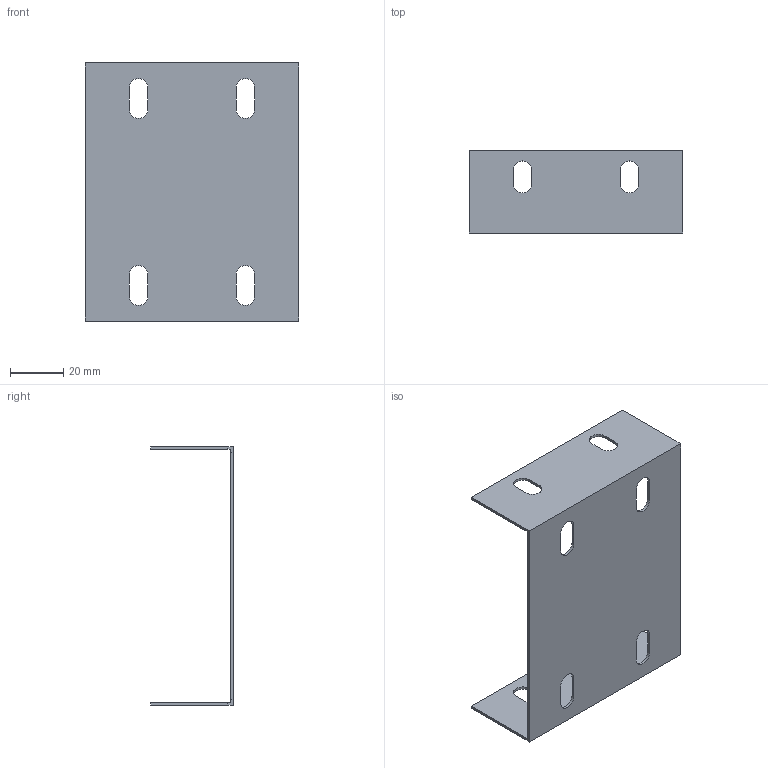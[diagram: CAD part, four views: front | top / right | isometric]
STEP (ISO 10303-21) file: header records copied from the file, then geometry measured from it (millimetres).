
FILE_DESCRIPTION(/* description */ (''),/* implementation_level */ '2;1');
FILE_NAME(/* name */ 'SPplus-50x100x80.ipt.stp',/* time_stamp */ '2023-05-26T09:29:49+03:00',/* author */ ('Ртищев А.О.'),/* organization */ (''),/* preprocessor_version */ 'ST-DEVELOPER v19.2',/* originating_system */ 'Autodesk Inventor 2023',/* authorisation */ '');
FILE_SCHEMA (('AUTOMOTIVE_DESIGN { 1 0 10303 214 3 1 1 }'));
Length unit declared in the file: millimetre
Products named in the file (1): Соединительная пластина 
внутр. 50X100
Bounding box: 80 x 30.87 x 96.74 mm (x, y, z)
Volume: 11846.2 mm3; surface area: 24445.3 mm2
Topology: 1 solids, 1 shells, 50 faces, 144 edges, 96 vertices
Faces by surface type: plane 34, cylinder 16
Entity records: 1774 total; most frequent: CARTESIAN_POINT 291, ORIENTED_EDGE 288, DIRECTION 278, EDGE_CURVE 144, LINE 112, VECTOR 112, VERTEX_POINT 96, AXIS2_PLACEMENT_3D 83
